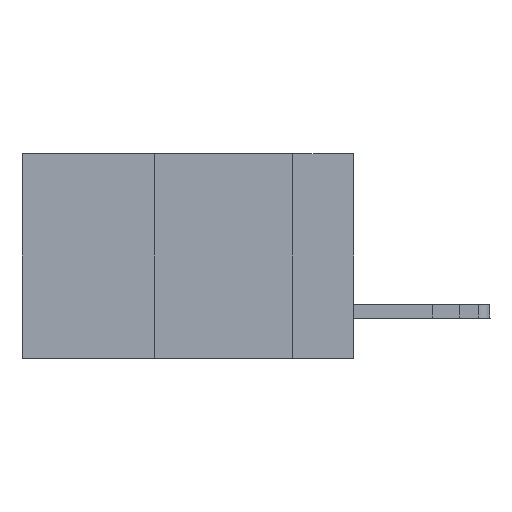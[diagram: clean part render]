
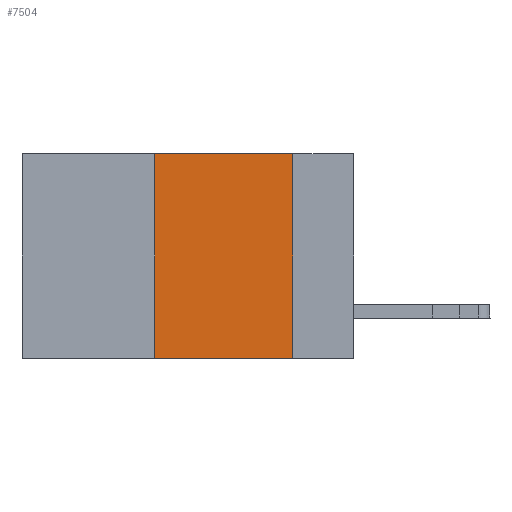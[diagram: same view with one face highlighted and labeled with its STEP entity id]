
A CAD part, left-side view. The second image highlights one B-rep face of the part: STEP entity #7504.
In plain terms, the highlighted planar face has unit normal (-1, 0, 0).
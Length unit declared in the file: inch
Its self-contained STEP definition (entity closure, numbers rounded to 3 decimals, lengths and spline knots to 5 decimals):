
#886 = ORIENTED_EDGE ( 'NONE', *, *, #12400, .T. ) ;
#1311 = VECTOR ( 'NONE', #10754, 39.37008 ) ;
#1885 = CARTESIAN_POINT ( 'NONE',  ( 0., 0.36, 0. ) ) ;
#3018 = LINE ( 'NONE', #13394, #1311 ) ;
#4400 = EDGE_CURVE ( 'NONE', #30320, #15490, #24289, .T. ) ;
#4430 = CARTESIAN_POINT ( 'NONE',  ( 0., 0.11, -0.37 ) ) ;
#4932 = ORIENTED_EDGE ( 'NONE', *, *, #23639, .F. ) ;
#5357 = DIRECTION ( 'NONE',  ( 0., 0., -1. ) ) ;
#5424 = CARTESIAN_POINT ( 'NONE',  ( 0., 0.6, 0. ) ) ;
#5435 = EDGE_LOOP ( 'NONE', ( #18388, #4932, #6735, #886 ) ) ;
#6526 = LINE ( 'NONE', #31281, #20202 ) ;
#6532 = CARTESIAN_POINT ( 'NONE',  ( 0., 0.11, 0. ) ) ;
#6735 = ORIENTED_EDGE ( 'NONE', *, *, #19713, .F. ) ;
#7504 = ADVANCED_FACE ( 'NONE', ( #28327 ), #16325, .F. ) ;
#8166 = DIRECTION ( 'NONE',  ( 0., 0., -1. ) ) ;
#10754 = DIRECTION ( 'NONE',  ( 0., -1., 0. ) ) ;
#12400 = EDGE_CURVE ( 'NONE', #16930, #15490, #3018, .T. ) ;
#13205 = LINE ( 'NONE', #28603, #26510 ) ;
#13394 = CARTESIAN_POINT ( 'NONE',  ( 0., 0.6, -0.37 ) ) ;
#15490 = VERTEX_POINT ( 'NONE', #4430 ) ;
#16105 = VERTEX_POINT ( 'NONE', #1885 ) ;
#16325 = PLANE ( 'NONE',  #16756 ) ;
#16378 = CARTESIAN_POINT ( 'NONE',  ( 0., 0.11, 0. ) ) ;
#16756 = AXIS2_PLACEMENT_3D ( 'NONE', #5424, #24293, #8166 ) ;
#16930 = VERTEX_POINT ( 'NONE', #24600 ) ;
#18388 = ORIENTED_EDGE ( 'NONE', *, *, #4400, .F. ) ;
#19713 = EDGE_CURVE ( 'NONE', #16930, #16105, #13205, .T. ) ;
#20202 = VECTOR ( 'NONE', #33979, 39.37008 ) ;
#23639 = EDGE_CURVE ( 'NONE', #16105, #30320, #6526, .T. ) ;
#24289 = LINE ( 'NONE', #16378, #25090 ) ;
#24293 = DIRECTION ( 'NONE',  ( 1., 0., 0. ) ) ;
#24600 = CARTESIAN_POINT ( 'NONE',  ( 0., 0.36, -0.37 ) ) ;
#25090 = VECTOR ( 'NONE', #5357, 39.37008 ) ;
#26510 = VECTOR ( 'NONE', #31220, 39.37008 ) ;
#28327 = FACE_OUTER_BOUND ( 'NONE', #5435, .T. ) ;
#28603 = CARTESIAN_POINT ( 'NONE',  ( 0., 0.36, 0. ) ) ;
#30320 = VERTEX_POINT ( 'NONE', #6532 ) ;
#31220 = DIRECTION ( 'NONE',  ( 0., 0., 1. ) ) ;
#31281 = CARTESIAN_POINT ( 'NONE',  ( 0., 0.6, 0. ) ) ;
#33979 = DIRECTION ( 'NONE',  ( 0., -1., 0. ) ) ;
